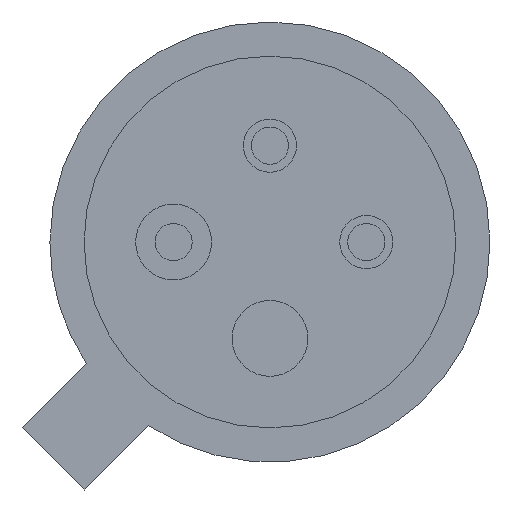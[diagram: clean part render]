
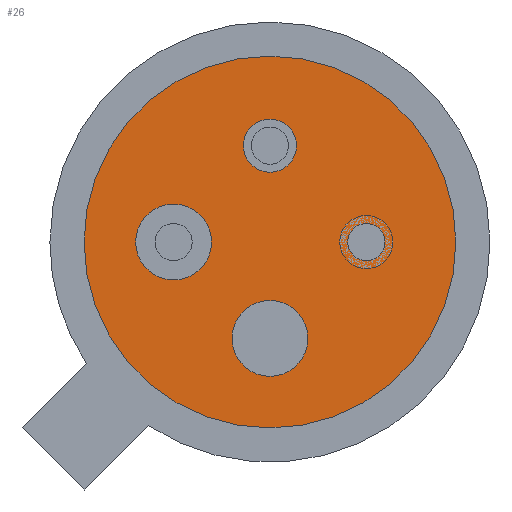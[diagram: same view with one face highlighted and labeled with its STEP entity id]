
A CAD part, front view. The second image highlights one B-rep face of the part: STEP entity #26.
In plain terms, the highlighted planar face has unit normal (0, -1, 0).
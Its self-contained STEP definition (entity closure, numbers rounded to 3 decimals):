
#1 = EDGE_CURVE ( 'NONE', #255, #896, #864, .T. ) ;
#26 = ADVANCED_FACE ( 'NONE', ( #614, #788, #862, #74 ), #494, .F. ) ;
#50 = DIRECTION ( 'NONE',  ( 0., -1., 0. ) ) ;
#51 = DIRECTION ( 'NONE',  ( 0., 0., -1. ) ) ;
#74 = FACE_OUTER_BOUND ( 'NONE', #1211, .T. ) ;
#82 = VERTEX_POINT ( 'NONE', #127 ) ;
#85 = CIRCLE ( 'NONE', #919, 2.45 ) ;
#87 = EDGE_CURVE ( 'NONE', #1181, #241, #693, .T. ) ;
#89 = AXIS2_PLACEMENT_3D ( 'NONE', #319, #1086, #427 ) ;
#103 = CIRCLE ( 'NONE', #89, 0.35 ) ;
#126 = DIRECTION ( 'NONE',  ( 0., -1., 0. ) ) ;
#127 = CARTESIAN_POINT ( 'NONE',  ( -1.27, 12.7, -0.5 ) ) ;
#128 = EDGE_LOOP ( 'NONE', ( #538, #916 ) ) ;
#147 = DIRECTION ( 'NONE',  ( 0., 0., -1. ) ) ;
#163 = ORIENTED_EDGE ( 'NONE', *, *, #711, .F. ) ;
#170 = AXIS2_PLACEMENT_3D ( 'NONE', #1108, #831, #546 ) ;
#216 = EDGE_LOOP ( 'NONE', ( #1068, #163 ) ) ;
#229 = CARTESIAN_POINT ( 'NONE',  ( 0., 12.7, 0. ) ) ;
#241 = VERTEX_POINT ( 'NONE', #1177 ) ;
#247 = CARTESIAN_POINT ( 'NONE',  ( 0., 12.7, -1.27 ) ) ;
#255 = VERTEX_POINT ( 'NONE', #699 ) ;
#274 = CIRCLE ( 'NONE', #363, 0.5 ) ;
#290 = CARTESIAN_POINT ( 'NONE',  ( 0., 12.7, 1.27 ) ) ;
#310 = AXIS2_PLACEMENT_3D ( 'NONE', #247, #349, #51 ) ;
#319 = CARTESIAN_POINT ( 'NONE',  ( 0., 12.7, 1.27 ) ) ;
#326 = CARTESIAN_POINT ( 'NONE',  ( -1.27, 12.7, 0. ) ) ;
#330 = DIRECTION ( 'NONE',  ( 0., 0., -1. ) ) ;
#349 = DIRECTION ( 'NONE',  ( 0., -1., 0. ) ) ;
#363 = AXIS2_PLACEMENT_3D ( 'NONE', #1020, #50, #147 ) ;
#377 = ORIENTED_EDGE ( 'NONE', *, *, #517, .F. ) ;
#427 = DIRECTION ( 'NONE',  ( 0., 0., 1. ) ) ;
#443 = EDGE_CURVE ( 'NONE', #896, #255, #103, .T. ) ;
#494 = PLANE ( 'NONE',  #547 ) ;
#506 = ORIENTED_EDGE ( 'NONE', *, *, #443, .T. ) ;
#507 = DIRECTION ( 'NONE',  ( 0., 1., 0. ) ) ;
#515 = DIRECTION ( 'NONE',  ( 0., 1., 0. ) ) ;
#517 = EDGE_CURVE ( 'NONE', #610, #994, #85, .T. ) ;
#522 = EDGE_LOOP ( 'NONE', ( #908, #506 ) ) ;
#538 = ORIENTED_EDGE ( 'NONE', *, *, #87, .F. ) ;
#546 = DIRECTION ( 'NONE',  ( 0., 0., -1. ) ) ;
#547 = AXIS2_PLACEMENT_3D ( 'NONE', #602, #507, #1194 ) ;
#557 = VERTEX_POINT ( 'NONE', #1016 ) ;
#602 = CARTESIAN_POINT ( 'NONE',  ( 0., 12.7, 0. ) ) ;
#610 = VERTEX_POINT ( 'NONE', #673 ) ;
#614 = FACE_BOUND ( 'NONE', #216, .T. ) ;
#673 = CARTESIAN_POINT ( 'NONE',  ( 0., 12.7, -2.45 ) ) ;
#693 = CIRCLE ( 'NONE', #170, 0.5 ) ;
#699 = CARTESIAN_POINT ( 'NONE',  ( 0., 12.7, 0.92 ) ) ;
#706 = DIRECTION ( 'NONE',  ( 0., 0., 1. ) ) ;
#711 = EDGE_CURVE ( 'NONE', #557, #82, #1221, .T. ) ;
#715 = CARTESIAN_POINT ( 'NONE',  ( 0., 12.7, 0. ) ) ;
#738 = EDGE_CURVE ( 'NONE', #994, #610, #887, .T. ) ;
#741 = DIRECTION ( 'NONE',  ( 0., 0., 1. ) ) ;
#787 = EDGE_CURVE ( 'NONE', #241, #1181, #1235, .T. ) ;
#788 = FACE_BOUND ( 'NONE', #128, .T. ) ;
#831 = DIRECTION ( 'NONE',  ( 0., -1., 0. ) ) ;
#836 = CARTESIAN_POINT ( 'NONE',  ( 0., 12.7, 1.62 ) ) ;
#841 = CARTESIAN_POINT ( 'NONE',  ( 0., 12.7, -1.77 ) ) ;
#862 = FACE_BOUND ( 'NONE', #522, .T. ) ;
#864 = CIRCLE ( 'NONE', #1238, 0.35 ) ;
#887 = CIRCLE ( 'NONE', #1246, 2.45 ) ;
#896 = VERTEX_POINT ( 'NONE', #836 ) ;
#908 = ORIENTED_EDGE ( 'NONE', *, *, #1, .T. ) ;
#916 = ORIENTED_EDGE ( 'NONE', *, *, #787, .F. ) ;
#919 = AXIS2_PLACEMENT_3D ( 'NONE', #229, #920, #741 ) ;
#920 = DIRECTION ( 'NONE',  ( 0., 1., 0. ) ) ;
#994 = VERTEX_POINT ( 'NONE', #1057 ) ;
#1016 = CARTESIAN_POINT ( 'NONE',  ( -1.27, 12.7, 0.5 ) ) ;
#1020 = CARTESIAN_POINT ( 'NONE',  ( -1.27, 12.7, 0. ) ) ;
#1045 = AXIS2_PLACEMENT_3D ( 'NONE', #326, #126, #330 ) ;
#1050 = DIRECTION ( 'NONE',  ( 0., 1., 0. ) ) ;
#1057 = CARTESIAN_POINT ( 'NONE',  ( 0., 12.7, 2.45 ) ) ;
#1061 = DIRECTION ( 'NONE',  ( 0., 0., 1. ) ) ;
#1068 = ORIENTED_EDGE ( 'NONE', *, *, #1203, .F. ) ;
#1086 = DIRECTION ( 'NONE',  ( 0., 1., 0. ) ) ;
#1108 = CARTESIAN_POINT ( 'NONE',  ( 0., 12.7, -1.27 ) ) ;
#1177 = CARTESIAN_POINT ( 'NONE',  ( 0., 12.7, -0.77 ) ) ;
#1181 = VERTEX_POINT ( 'NONE', #841 ) ;
#1194 = DIRECTION ( 'NONE',  ( 0., 0., 1. ) ) ;
#1203 = EDGE_CURVE ( 'NONE', #82, #557, #274, .T. ) ;
#1211 = EDGE_LOOP ( 'NONE', ( #377, #1214 ) ) ;
#1214 = ORIENTED_EDGE ( 'NONE', *, *, #738, .F. ) ;
#1221 = CIRCLE ( 'NONE', #1045, 0.5 ) ;
#1235 = CIRCLE ( 'NONE', #310, 0.5 ) ;
#1238 = AXIS2_PLACEMENT_3D ( 'NONE', #290, #1050, #1061 ) ;
#1246 = AXIS2_PLACEMENT_3D ( 'NONE', #715, #515, #706 ) ;
